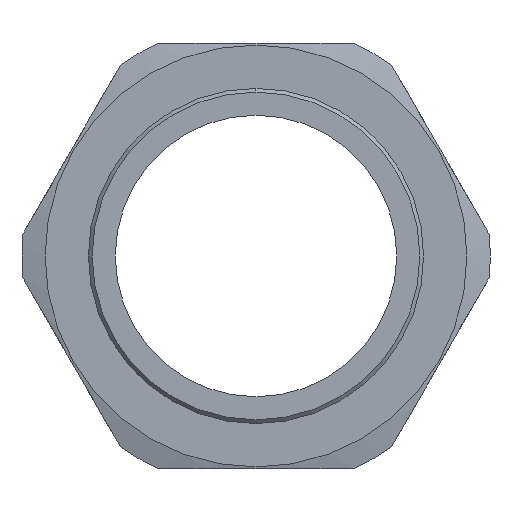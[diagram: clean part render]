
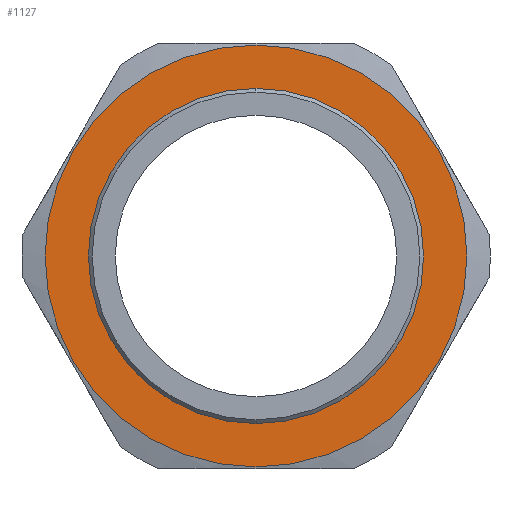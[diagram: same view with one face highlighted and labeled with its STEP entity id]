
A CAD part, left-side view. The second image highlights one B-rep face of the part: STEP entity #1127.
In plain terms, the highlighted planar face has unit normal (-1, 0, 0).
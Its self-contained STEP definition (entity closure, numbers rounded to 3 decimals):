
#88 = FACE_OUTER_BOUND ( 'NONE', #1266, .T. ) ;
#91 = EDGE_CURVE ( 'NONE', #1772, #630, #2485, .T. ) ;
#209 = EDGE_CURVE ( 'NONE', #2498, #1776, #1753, .T. ) ;
#387 = FACE_BOUND ( 'NONE', #638, .T. ) ;
#406 = ORIENTED_EDGE ( 'NONE', *, *, #981, .F. ) ;
#468 = PLANE ( 'NONE',  #1156 ) ;
#470 = CIRCLE ( 'NONE', #712, 45. ) ;
#524 = CARTESIAN_POINT ( 'NONE',  ( 20., 0., -56.65 ) ) ;
#610 = DIRECTION ( 'NONE',  ( 0., 0., 1. ) ) ;
#630 = VERTEX_POINT ( 'NONE', #3427 ) ;
#638 = EDGE_LOOP ( 'NONE', ( #406, #1493 ) ) ;
#700 = DIRECTION ( 'NONE',  ( 0., 0., 1. ) ) ;
#712 = AXIS2_PLACEMENT_3D ( 'NONE', #2496, #881, #700 ) ;
#779 = CARTESIAN_POINT ( 'NONE',  ( 20., 0., 0. ) ) ;
#881 = DIRECTION ( 'NONE',  ( -1., 0., 0. ) ) ;
#980 = DIRECTION ( 'NONE',  ( 0., 0., 1. ) ) ;
#981 = EDGE_CURVE ( 'NONE', #630, #1772, #470, .T. ) ;
#1029 = DIRECTION ( 'NONE',  ( -1., 0., 0. ) ) ;
#1127 = ADVANCED_FACE ( 'NONE', ( #387, #88 ), #468, .F. ) ;
#1156 = AXIS2_PLACEMENT_3D ( 'NONE', #2087, #2890, #2638 ) ;
#1201 = AXIS2_PLACEMENT_3D ( 'NONE', #779, #1029, #1819 ) ;
#1219 = CARTESIAN_POINT ( 'NONE',  ( 20., 0., 0. ) ) ;
#1266 = EDGE_LOOP ( 'NONE', ( #3236, #3308 ) ) ;
#1439 = AXIS2_PLACEMENT_3D ( 'NONE', #2429, #3038, #610 ) ;
#1493 = ORIENTED_EDGE ( 'NONE', *, *, #91, .F. ) ;
#1753 = CIRCLE ( 'NONE', #1201, 56.65 ) ;
#1772 = VERTEX_POINT ( 'NONE', #2154 ) ;
#1776 = VERTEX_POINT ( 'NONE', #524 ) ;
#1819 = DIRECTION ( 'NONE',  ( 0., 0., 1. ) ) ;
#2087 = CARTESIAN_POINT ( 'NONE',  ( 20., 45., 0. ) ) ;
#2088 = DIRECTION ( 'NONE',  ( -1., 0., 0. ) ) ;
#2154 = CARTESIAN_POINT ( 'NONE',  ( 20., 0., 45. ) ) ;
#2230 = AXIS2_PLACEMENT_3D ( 'NONE', #1219, #2088, #980 ) ;
#2429 = CARTESIAN_POINT ( 'NONE',  ( 20., 0., 0. ) ) ;
#2485 = CIRCLE ( 'NONE', #2230, 45. ) ;
#2496 = CARTESIAN_POINT ( 'NONE',  ( 20., 0., 0. ) ) ;
#2498 = VERTEX_POINT ( 'NONE', #2517 ) ;
#2517 = CARTESIAN_POINT ( 'NONE',  ( 20., 0., 56.65 ) ) ;
#2638 = DIRECTION ( 'NONE',  ( 0., 0., -1. ) ) ;
#2890 = DIRECTION ( 'NONE',  ( 1., 0., 0. ) ) ;
#3038 = DIRECTION ( 'NONE',  ( -1., 0., 0. ) ) ;
#3236 = ORIENTED_EDGE ( 'NONE', *, *, #3306, .T. ) ;
#3306 = EDGE_CURVE ( 'NONE', #1776, #2498, #3449, .T. ) ;
#3308 = ORIENTED_EDGE ( 'NONE', *, *, #209, .T. ) ;
#3427 = CARTESIAN_POINT ( 'NONE',  ( 20., 0., -45. ) ) ;
#3449 = CIRCLE ( 'NONE', #1439, 56.65 ) ;
